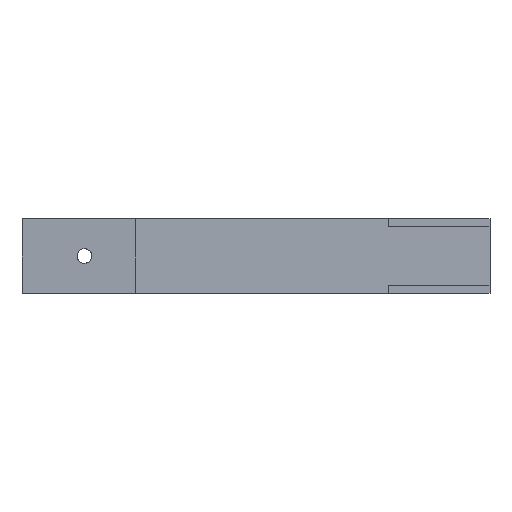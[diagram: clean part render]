
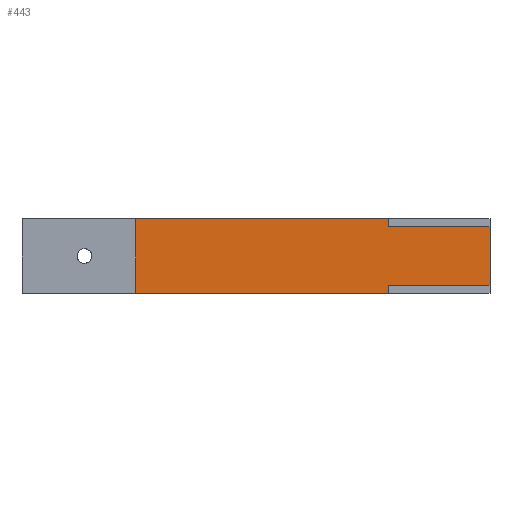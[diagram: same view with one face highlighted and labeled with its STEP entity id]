
A CAD part, top view. The second image highlights one B-rep face of the part: STEP entity #443.
In plain terms, the highlighted planar face has unit normal (0, 0, 1).
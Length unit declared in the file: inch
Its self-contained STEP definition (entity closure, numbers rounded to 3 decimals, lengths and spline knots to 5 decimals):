
#35=PLANE('',#492);
#57=FACE_OUTER_BOUND('',#81,.T.);
#81=EDGE_LOOP('',(#400,#401,#402,#403,#404,#405,#406,#407));
#97=LINE('',#652,#151);
#107=LINE('',#673,#161);
#123=LINE('',#705,#177);
#125=LINE('',#709,#179);
#126=LINE('',#712,#180);
#133=LINE('',#725,#187);
#135=LINE('',#728,#189);
#136=LINE('',#730,#190);
#151=VECTOR('',#534,0.3937);
#161=VECTOR('',#548,0.3937);
#177=VECTOR('',#578,0.3937);
#179=VECTOR('',#582,0.3937);
#180=VECTOR('',#585,0.3937);
#187=VECTOR('',#596,0.3937);
#189=VECTOR('',#600,0.3937);
#190=VECTOR('',#603,0.3937);
#212=VERTEX_POINT('',#649);
#213=VERTEX_POINT('',#651);
#222=VERTEX_POINT('',#671);
#230=VERTEX_POINT('',#701);
#231=VERTEX_POINT('',#703);
#232=VERTEX_POINT('',#707);
#233=VERTEX_POINT('',#711);
#237=VERTEX_POINT('',#724);
#257=EDGE_CURVE('',#212,#213,#97,.T.);
#268=EDGE_CURVE('',#212,#222,#107,.T.);
#284=EDGE_CURVE('',#230,#231,#123,.T.);
#286=EDGE_CURVE('',#231,#232,#125,.T.);
#287=EDGE_CURVE('',#233,#230,#126,.T.);
#294=EDGE_CURVE('',#237,#233,#133,.T.);
#296=EDGE_CURVE('',#222,#237,#135,.T.);
#297=EDGE_CURVE('',#232,#213,#136,.T.);
#400=ORIENTED_EDGE('',*,*,#257,.F.);
#401=ORIENTED_EDGE('',*,*,#268,.T.);
#402=ORIENTED_EDGE('',*,*,#296,.T.);
#403=ORIENTED_EDGE('',*,*,#294,.T.);
#404=ORIENTED_EDGE('',*,*,#287,.T.);
#405=ORIENTED_EDGE('',*,*,#284,.T.);
#406=ORIENTED_EDGE('',*,*,#286,.T.);
#407=ORIENTED_EDGE('',*,*,#297,.T.);
#443=ADVANCED_FACE('',(#57),#35,.T.);
#492=AXIS2_PLACEMENT_3D('',#729,#601,#602);
#534=DIRECTION('',(0.,1.,0.));
#548=DIRECTION('',(1.,0.,0.));
#578=DIRECTION('',(-1.,0.,0.));
#582=DIRECTION('',(0.,1.,0.));
#585=DIRECTION('',(0.,1.,0.));
#596=DIRECTION('',(1.,0.,0.));
#600=DIRECTION('',(0.,1.,0.));
#601=DIRECTION('center_axis',(0.,0.,1.));
#602=DIRECTION('ref_axis',(1.,0.,0.));
#603=DIRECTION('',(-1.,0.,0.));
#649=CARTESIAN_POINT('',(-0.385,-0.12,0.04));
#651=CARTESIAN_POINT('',(-0.385,0.12,0.04));
#652=CARTESIAN_POINT('',(-0.385,0.06,0.04));
#671=CARTESIAN_POINT('',(0.425,-0.12,0.04));
#673=CARTESIAN_POINT('',(0.75,-0.12,0.04));
#701=CARTESIAN_POINT('',(0.75,0.09425,0.04));
#703=CARTESIAN_POINT('',(0.425,0.09425,0.04));
#705=CARTESIAN_POINT('',(0.375,0.09425,0.04));
#707=CARTESIAN_POINT('',(0.425,0.12,0.04));
#709=CARTESIAN_POINT('',(0.425,0.05173,0.04));
#711=CARTESIAN_POINT('',(0.75,-0.09425,0.04));
#712=CARTESIAN_POINT('',(0.75,0.12,0.04));
#724=CARTESIAN_POINT('',(0.425,-0.09425,0.04));
#725=CARTESIAN_POINT('',(0.375,-0.09425,0.04));
#728=CARTESIAN_POINT('',(0.425,-0.05173,0.04));
#729=CARTESIAN_POINT('Origin',(0.,0.,
0.04));
#730=CARTESIAN_POINT('',(-0.75,0.12,0.04));
